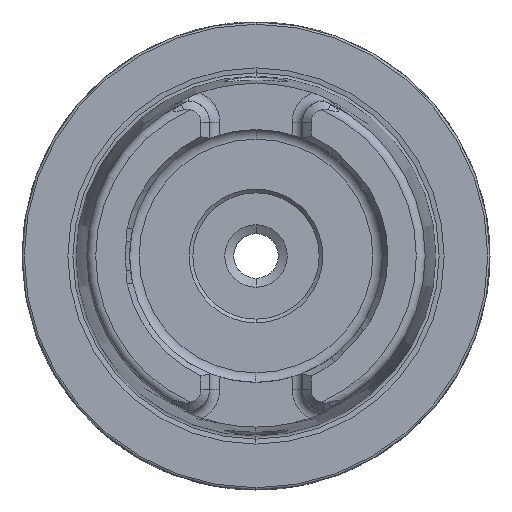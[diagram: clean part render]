
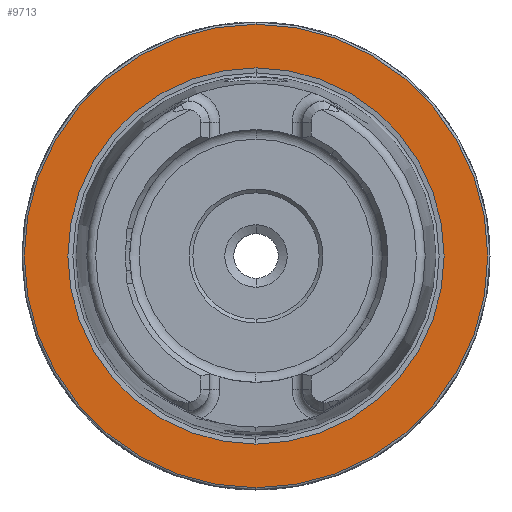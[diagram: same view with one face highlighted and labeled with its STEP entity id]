
A CAD part, left-side view. The second image highlights one B-rep face of the part: STEP entity #9713.
In plain terms, the highlighted planar face has unit normal (-1, 0, 0).
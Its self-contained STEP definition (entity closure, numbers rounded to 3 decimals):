
#473 = CIRCLE ( 'NONE', #9198, 25.324 ) ;
#497 = CIRCLE ( 'NONE', #9206, 31.2 ) ;
#531 = CIRCLE ( 'NONE', #9217, 31.2 ) ;
#584 = CIRCLE ( 'NONE', #9247, 25.324 ) ;
#1169 = CARTESIAN_POINT ( 'NONE',  ( 0., 0., 0. ) ) ;
#1170 = DIRECTION ( 'NONE',  ( -1., 0., 0. ) ) ;
#1171 = DIRECTION ( 'NONE',  ( 0., 0., 1. ) ) ;
#1361 = CARTESIAN_POINT ( 'NONE',  ( 0., 0., 0. ) ) ;
#1362 = DIRECTION ( 'NONE',  ( -1., 0., 0. ) ) ;
#1363 = DIRECTION ( 'NONE',  ( 0., 0., 1. ) ) ;
#4411 = DIRECTION ( 'NONE',  ( 1., 0., 0. ) ) ;
#4421 = CARTESIAN_POINT ( 'NONE',  ( 0., 31.2, 0. ) ) ;
#4423 = PLANE ( 'NONE',  #5003 ) ;
#4425 = DIRECTION ( 'NONE',  ( 0., 0., -1. ) ) ;
#4734 = FACE_BOUND ( 'NONE', #7827, .T. ) ;
#4738 = FACE_OUTER_BOUND ( 'NONE', #7794, .T. ) ;
#5003 = AXIS2_PLACEMENT_3D ( 'NONE', #4421, #4411, #4425 ) ;
#6858 = CARTESIAN_POINT ( 'NONE',  ( 0., 0., 0. ) ) ;
#6860 = DIRECTION ( 'NONE',  ( -1., 0., 0. ) ) ;
#6861 = DIRECTION ( 'NONE',  ( 0., 0., 1. ) ) ;
#7172 = CARTESIAN_POINT ( 'NONE',  ( 0., 0., 31.2 ) ) ;
#7173 = CARTESIAN_POINT ( 'NONE',  ( 0., 0., -31.2 ) ) ;
#7177 = CARTESIAN_POINT ( 'NONE',  ( 0., 0., -25.324 ) ) ;
#7178 = CARTESIAN_POINT ( 'NONE',  ( 0., 0., 25.324 ) ) ;
#7794 = EDGE_LOOP ( 'NONE', ( #8285, #8286 ) ) ;
#7827 = EDGE_LOOP ( 'NONE', ( #8283, #8284 ) ) ;
#8035 = VERTEX_POINT ( 'NONE', #7172 ) ;
#8036 = VERTEX_POINT ( 'NONE', #7173 ) ;
#8040 = VERTEX_POINT ( 'NONE', #7177 ) ;
#8041 = VERTEX_POINT ( 'NONE', #7178 ) ;
#8283 = ORIENTED_EDGE ( 'NONE', *, *, #8676, .F. ) ;
#8284 = ORIENTED_EDGE ( 'NONE', *, *, #8763, .F. ) ;
#8285 = ORIENTED_EDGE ( 'NONE', *, *, #8719, .T. ) ;
#8286 = ORIENTED_EDGE ( 'NONE', *, *, #8691, .T. ) ;
#8456 = CARTESIAN_POINT ( 'NONE',  ( 0., 0., 0. ) ) ;
#8458 = DIRECTION ( 'NONE',  ( -1., 0., 0. ) ) ;
#8470 = DIRECTION ( 'NONE',  ( 0., 0., 1. ) ) ;
#8676 = EDGE_CURVE ( 'NONE', #8041, #8040, #473, .T. ) ;
#8691 = EDGE_CURVE ( 'NONE', #8036, #8035, #497, .T. ) ;
#8719 = EDGE_CURVE ( 'NONE', #8035, #8036, #531, .T. ) ;
#8763 = EDGE_CURVE ( 'NONE', #8040, #8041, #584, .T. ) ;
#9198 = AXIS2_PLACEMENT_3D ( 'NONE', #8456, #8458, #8470 ) ;
#9206 = AXIS2_PLACEMENT_3D ( 'NONE', #6858, #6860, #6861 ) ;
#9217 = AXIS2_PLACEMENT_3D ( 'NONE', #1169, #1170, #1171 ) ;
#9247 = AXIS2_PLACEMENT_3D ( 'NONE', #1361, #1362, #1363 ) ;
#9713 = ADVANCED_FACE ( 'NONE', ( #4734, #4738 ), #4423, .F. ) ;
